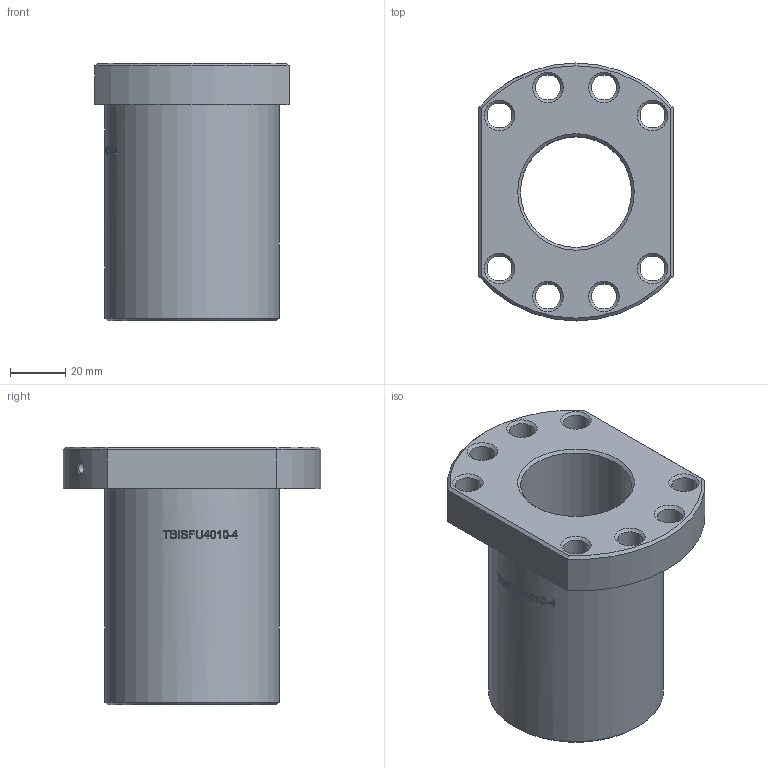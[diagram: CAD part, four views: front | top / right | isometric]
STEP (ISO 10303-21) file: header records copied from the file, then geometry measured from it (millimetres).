
FILE_DESCRIPTION(/* description */ (''),/* implementation_level */ '2;1');
FILE_NAME(/* name */ 'SFU4010-4.stp',/* time_stamp */ '2020-03-06T13:06:10+08:00',/* author */ (''),/* organization */ (''),/* preprocessor_version */ 'ST-DEVELOPER v16',/* originating_system */ 'SIEMENS PLM Software NX 10.0',/* authorisation */ '');
FILE_SCHEMA (('AUTOMOTIVE_DESIGN { 1 0 10303 214 3 1 1 1 }'));
Length unit declared in the file: millimetre
Products named in the file (1): DELL2854BF2Br0j5
Bounding box: 70 x 93 x 93 mm (x, y, z)
Volume: 205364.1 mm3; surface area: 42500.9 mm2
Topology: 1 solids, 1 shells, 193 faces, 497 edges, 326 vertices
Faces by surface type: plane 88, extrusion 69, cylinder 20, cone 15, bspline 1
Full cylindrical faces by diameter (mm): 4 x1, 5.2 x1, 9 x8, 40 x1, 63 x1
Entity records: 7118 total; most frequent: CARTESIAN_POINT 2815, ORIENTED_EDGE 936, DIRECTION 651, EDGE_CURVE 468, VERTEX_POINT 324, B_SPLINE_CURVE_WITH_KNOTS 281, EDGE_LOOP 257, VECTOR 247
